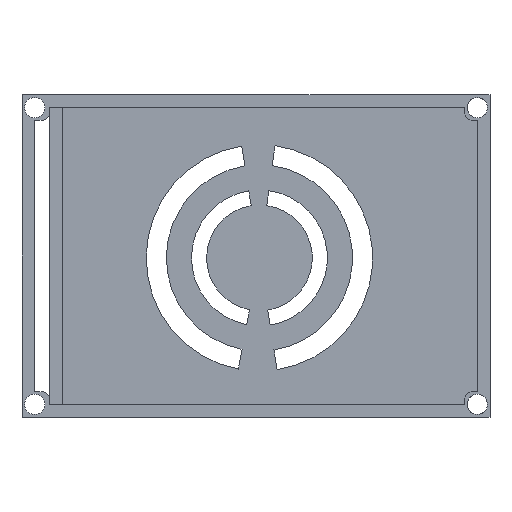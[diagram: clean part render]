
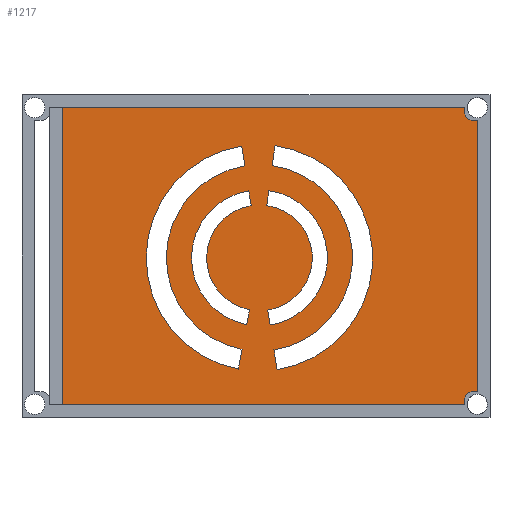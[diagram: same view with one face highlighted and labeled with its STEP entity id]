
A CAD part, left-side view. The second image highlights one B-rep face of the part: STEP entity #1217.
In plain terms, the highlighted planar face has unit normal (-1, 0, 0).
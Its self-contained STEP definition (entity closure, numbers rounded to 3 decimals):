
#15=FACE_BOUND('',#163,.T.);
#16=FACE_BOUND('',#164,.T.);
#17=FACE_BOUND('',#165,.T.);
#18=FACE_BOUND('',#166,.T.);
#32=CIRCLE('',#1276,13.5);
#34=CIRCLE('',#1280,10.5);
#36=CIRCLE('',#1283,10.5);
#38=CIRCLE('',#1287,13.5);
#40=CIRCLE('',#1292,22.5);
#42=CIRCLE('',#1296,18.5);
#44=CIRCLE('',#1299,18.5);
#46=CIRCLE('',#1303,22.5);
#48=CIRCLE('',#1307,1.5);
#49=CIRCLE('',#1308,1.5);
#103=FACE_OUTER_BOUND('',#162,.T.);
#162=EDGE_LOOP('',(#877,#878,#879,#880,#881,#882,#883,#884,#885,#886));
#163=EDGE_LOOP('',(#887,#888,#889,#890));
#164=EDGE_LOOP('',(#891,#892,#893,#894));
#165=EDGE_LOOP('',(#895,#896,#897,#898));
#166=EDGE_LOOP('',(#899,#900,#901,#902));
#228=LINE('',#1722,#370);
#230=LINE('',#1727,#372);
#235=LINE('',#1741,#377);
#240=LINE('',#1759,#382);
#244=LINE('',#1770,#386);
#246=LINE('',#1775,#388);
#251=LINE('',#1789,#393);
#256=LINE('',#1807,#398);
#260=LINE('',#1818,#402);
#262=LINE('',#1822,#404);
#263=LINE('',#1824,#405);
#264=LINE('',#1826,#406);
#265=LINE('',#1830,#407);
#266=LINE('',#1832,#408);
#267=LINE('',#1834,#409);
#268=LINE('',#1837,#410);
#370=VECTOR('',#1383,10.);
#372=VECTOR('',#1387,10.);
#377=VECTOR('',#1400,10.);
#382=VECTOR('',#1419,10.);
#386=VECTOR('',#1431,10.);
#388=VECTOR('',#1435,10.);
#393=VECTOR('',#1448,10.);
#398=VECTOR('',#1467,10.);
#402=VECTOR('',#1479,10.);
#404=VECTOR('',#1483,10.);
#405=VECTOR('',#1484,10.);
#406=VECTOR('',#1485,10.);
#407=VECTOR('',#1488,10.);
#408=VECTOR('',#1489,10.);
#409=VECTOR('',#1490,10.);
#410=VECTOR('',#1493,10.);
#510=VERTEX_POINT('',#1719);
#511=VERTEX_POINT('',#1721);
#512=VERTEX_POINT('',#1725);
#513=VERTEX_POINT('',#1726);
#516=VERTEX_POINT('',#1734);
#518=VERTEX_POINT('',#1740);
#520=VERTEX_POINT('',#1749);
#521=VERTEX_POINT('',#1750);
#524=VERTEX_POINT('',#1758);
#526=VERTEX_POINT('',#1764);
#528=VERTEX_POINT('',#1773);
#529=VERTEX_POINT('',#1774);
#532=VERTEX_POINT('',#1782);
#534=VERTEX_POINT('',#1788);
#536=VERTEX_POINT('',#1797);
#537=VERTEX_POINT('',#1798);
#540=VERTEX_POINT('',#1806);
#542=VERTEX_POINT('',#1812);
#544=VERTEX_POINT('',#1821);
#545=VERTEX_POINT('',#1823);
#546=VERTEX_POINT('',#1825);
#547=VERTEX_POINT('',#1827);
#548=VERTEX_POINT('',#1829);
#549=VERTEX_POINT('',#1831);
#550=VERTEX_POINT('',#1833);
#551=VERTEX_POINT('',#1835);
#630=EDGE_CURVE('',#510,#511,#228,.T.);
#632=EDGE_CURVE('',#512,#513,#230,.T.);
#636=EDGE_CURVE('',#513,#516,#32,.T.);
#639=EDGE_CURVE('',#516,#518,#235,.T.);
#642=EDGE_CURVE('',#518,#512,#34,.T.);
#644=EDGE_CURVE('',#520,#521,#36,.T.);
#648=EDGE_CURVE('',#521,#524,#240,.T.);
#651=EDGE_CURVE('',#524,#526,#38,.T.);
#654=EDGE_CURVE('',#526,#520,#244,.T.);
#656=EDGE_CURVE('',#528,#529,#246,.T.);
#660=EDGE_CURVE('',#529,#532,#40,.T.);
#663=EDGE_CURVE('',#532,#534,#251,.T.);
#666=EDGE_CURVE('',#534,#528,#42,.T.);
#668=EDGE_CURVE('',#536,#537,#44,.T.);
#672=EDGE_CURVE('',#537,#540,#256,.T.);
#675=EDGE_CURVE('',#540,#542,#46,.T.);
#678=EDGE_CURVE('',#542,#536,#260,.T.);
#680=EDGE_CURVE('',#511,#544,#262,.T.);
#681=EDGE_CURVE('',#545,#510,#263,.T.);
#682=EDGE_CURVE('',#546,#545,#264,.T.);
#683=EDGE_CURVE('',#547,#546,#48,.T.);
#684=EDGE_CURVE('',#548,#547,#265,.T.);
#685=EDGE_CURVE('',#549,#548,#266,.T.);
#686=EDGE_CURVE('',#550,#549,#267,.T.);
#687=EDGE_CURVE('',#551,#550,#49,.T.);
#688=EDGE_CURVE('',#544,#551,#268,.T.);
#877=ORIENTED_EDGE('',*,*,#680,.F.);
#878=ORIENTED_EDGE('',*,*,#630,.F.);
#879=ORIENTED_EDGE('',*,*,#681,.F.);
#880=ORIENTED_EDGE('',*,*,#682,.F.);
#881=ORIENTED_EDGE('',*,*,#683,.F.);
#882=ORIENTED_EDGE('',*,*,#684,.F.);
#883=ORIENTED_EDGE('',*,*,#685,.F.);
#884=ORIENTED_EDGE('',*,*,#686,.F.);
#885=ORIENTED_EDGE('',*,*,#687,.F.);
#886=ORIENTED_EDGE('',*,*,#688,.F.);
#887=ORIENTED_EDGE('',*,*,#639,.T.);
#888=ORIENTED_EDGE('',*,*,#642,.T.);
#889=ORIENTED_EDGE('',*,*,#632,.T.);
#890=ORIENTED_EDGE('',*,*,#636,.T.);
#891=ORIENTED_EDGE('',*,*,#651,.T.);
#892=ORIENTED_EDGE('',*,*,#654,.T.);
#893=ORIENTED_EDGE('',*,*,#644,.T.);
#894=ORIENTED_EDGE('',*,*,#648,.T.);
#895=ORIENTED_EDGE('',*,*,#663,.T.);
#896=ORIENTED_EDGE('',*,*,#666,.T.);
#897=ORIENTED_EDGE('',*,*,#656,.T.);
#898=ORIENTED_EDGE('',*,*,#660,.T.);
#899=ORIENTED_EDGE('',*,*,#675,.T.);
#900=ORIENTED_EDGE('',*,*,#678,.T.);
#901=ORIENTED_EDGE('',*,*,#668,.T.);
#902=ORIENTED_EDGE('',*,*,#672,.T.);
#1166=PLANE('',#1306);
#1217=ADVANCED_FACE('',(#103,#15,#16,#17,#18),#1166,.F.);
#1276=AXIS2_PLACEMENT_3D('',#1735,#1393,#1394);
#1280=AXIS2_PLACEMENT_3D('',#1746,#1405,#1406);
#1283=AXIS2_PLACEMENT_3D('',#1751,#1411,#1412);
#1287=AXIS2_PLACEMENT_3D('',#1765,#1424,#1425);
#1292=AXIS2_PLACEMENT_3D('',#1783,#1441,#1442);
#1296=AXIS2_PLACEMENT_3D('',#1794,#1453,#1454);
#1299=AXIS2_PLACEMENT_3D('',#1799,#1459,#1460);
#1303=AXIS2_PLACEMENT_3D('',#1813,#1472,#1473);
#1306=AXIS2_PLACEMENT_3D('',#1820,#1481,#1482);
#1307=AXIS2_PLACEMENT_3D('',#1828,#1486,#1487);
#1308=AXIS2_PLACEMENT_3D('',#1836,#1491,#1492);
#1383=DIRECTION('',(0.,0.,1.));
#1387=DIRECTION('',(0.,-0.138,0.99));
#1393=DIRECTION('center_axis',(1.,0.,0.));
#1394=DIRECTION('ref_axis',(0.,1.,0.));
#1400=DIRECTION('',(0.,0.156,0.988));
#1405=DIRECTION('center_axis',(-1.,0.,0.));
#1406=DIRECTION('ref_axis',(0.,1.,0.));
#1411=DIRECTION('center_axis',(-1.,0.,0.));
#1412=DIRECTION('ref_axis',(0.,1.,0.));
#1419=DIRECTION('',(0.,0.187,-0.982));
#1424=DIRECTION('center_axis',(1.,0.,0.));
#1425=DIRECTION('ref_axis',(0.,1.,0.));
#1431=DIRECTION('',(0.,-0.156,-0.988));
#1435=DIRECTION('',(0.,-0.138,0.99));
#1441=DIRECTION('center_axis',(1.,0.,0.));
#1442=DIRECTION('ref_axis',(0.,1.,0.));
#1448=DIRECTION('',(0.,0.156,0.988));
#1453=DIRECTION('center_axis',(-1.,0.,0.));
#1454=DIRECTION('ref_axis',(0.,1.,0.));
#1459=DIRECTION('center_axis',(-1.,0.,0.));
#1460=DIRECTION('ref_axis',(0.,1.,0.));
#1467=DIRECTION('',(0.,0.187,-0.982));
#1472=DIRECTION('center_axis',(1.,0.,0.));
#1473=DIRECTION('ref_axis',(0.,1.,0.));
#1479=DIRECTION('',(0.,-0.156,-0.988));
#1481=DIRECTION('center_axis',(1.,0.,0.));
#1482=DIRECTION('ref_axis',(0.,1.,0.));
#1483=DIRECTION('',(0.,-1.,0.));
#1484=DIRECTION('',(0.,1.,0.));
#1485=DIRECTION('',(0.,0.,-1.));
#1486=DIRECTION('center_axis',(-1.,0.,0.));
#1487=DIRECTION('ref_axis',(0.,1.,0.));
#1488=DIRECTION('',(0.,1.,0.));
#1489=DIRECTION('',(0.,0.,-1.));
#1490=DIRECTION('',(0.,-1.,0.));
#1491=DIRECTION('center_axis',(-1.,0.,0.));
#1492=DIRECTION('ref_axis',(0.,0.,-1.));
#1493=DIRECTION('',(0.,0.,-1.));
#1719=CARTESIAN_POINT('',(30.,7.5,-9.));
#1721=CARTESIAN_POINT('',(30.,7.5,50.));
#1722=CARTESIAN_POINT('',(30.,7.5,35.25));
#1725=CARTESIAN_POINT('',(30.,-33.128,30.525));
#1726=CARTESIAN_POINT('',(30.,-33.541,33.496));
#1727=CARTESIAN_POINT('',(30.,-32.657,27.135));
#1734=CARTESIAN_POINT('',(30.,-33.794,6.791));
#1735=CARTESIAN_POINT('Origin',(30.,-31.683,20.125));
#1740=CARTESIAN_POINT('',(30.,-33.325,9.754));
#1741=CARTESIAN_POINT('',(30.,-32.5,14.963));
#1746=CARTESIAN_POINT('Origin',(30.,-31.683,20.125));
#1749=CARTESIAN_POINT('',(30.,-30.041,30.495));
#1750=CARTESIAN_POINT('',(30.,-29.721,9.81));
#1751=CARTESIAN_POINT('Origin',(30.,-31.683,20.125));
#1758=CARTESIAN_POINT('',(30.,-29.16,6.862));
#1759=CARTESIAN_POINT('',(30.,-30.492,13.864));
#1764=CARTESIAN_POINT('',(30.,-29.572,33.458));
#1765=CARTESIAN_POINT('Origin',(30.,-31.683,20.125));
#1770=CARTESIAN_POINT('',(30.,-30.858,25.333));
#1773=CARTESIAN_POINT('',(30.,-34.229,38.449));
#1774=CARTESIAN_POINT('',(30.,-34.78,42.41));
#1775=CARTESIAN_POINT('',(30.,-33.276,31.593));
#1782=CARTESIAN_POINT('',(30.,-35.202,-2.099));
#1783=CARTESIAN_POINT('Origin',(30.,-31.683,20.125));
#1788=CARTESIAN_POINT('',(30.,-34.576,1.852));
#1789=CARTESIAN_POINT('',(30.,-33.126,11.012));
#1794=CARTESIAN_POINT('Origin',(30.,-31.683,20.125));
#1797=CARTESIAN_POINT('',(30.,-28.79,38.397));
#1798=CARTESIAN_POINT('',(30.,-28.226,1.95));
#1799=CARTESIAN_POINT('Origin',(30.,-31.683,20.125));
#1806=CARTESIAN_POINT('',(30.,-27.479,-1.979));
#1807=CARTESIAN_POINT('',(30.,-29.651,9.444));
#1812=CARTESIAN_POINT('',(30.,-28.164,42.348));
#1813=CARTESIAN_POINT('Origin',(30.,-31.683,20.125));
#1818=CARTESIAN_POINT('',(30.,-30.233,29.284));
#1820=CARTESIAN_POINT('Origin',(30.,-33.75,20.5));
#1821=CARTESIAN_POINT('',(30.,-72.5,50.));
#1822=CARTESIAN_POINT('',(30.,-53.125,50.));
#1823=CARTESIAN_POINT('',(30.,-72.5,-9.));
#1824=CARTESIAN_POINT('',(30.,-11.875,-9.));
#1825=CARTESIAN_POINT('',(30.,-72.5,-8.));
#1826=CARTESIAN_POINT('',(30.,-72.5,5.75));
#1827=CARTESIAN_POINT('',(30.,-74.,-6.5));
#1828=CARTESIAN_POINT('Origin',(30.,-74.,-8.));
#1829=CARTESIAN_POINT('',(30.,-75.,-6.5));
#1830=CARTESIAN_POINT('',(30.,-53.875,-6.5));
#1831=CARTESIAN_POINT('',(30.,-75.,47.5));
#1832=CARTESIAN_POINT('',(30.,-75.,7.));
#1833=CARTESIAN_POINT('',(30.,-74.,47.5));
#1834=CARTESIAN_POINT('',(30.,-54.375,47.5));
#1835=CARTESIAN_POINT('',(30.,-72.5,49.));
#1836=CARTESIAN_POINT('Origin',(30.,-74.,49.));
#1837=CARTESIAN_POINT('',(30.,-72.5,34.75));
